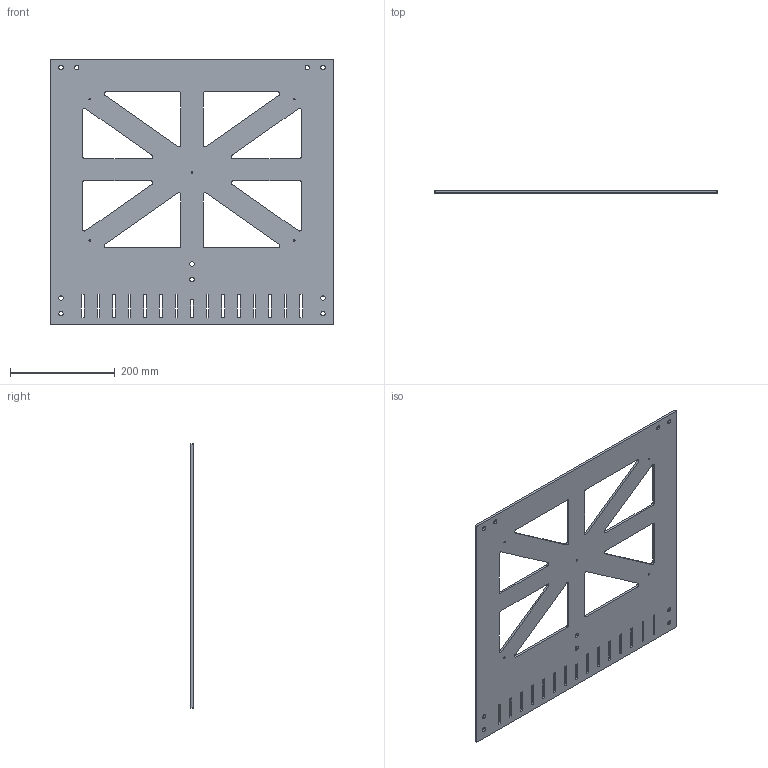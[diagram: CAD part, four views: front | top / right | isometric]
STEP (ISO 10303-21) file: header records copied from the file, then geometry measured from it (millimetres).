
FILE_DESCRIPTION(/* description */ (''),/* implementation_level */ '2;1');
FILE_NAME(/* name */ 'MS-BASE-PLATE 1.4.step',/* time_stamp */ '2019-04-11T10:04:06+01:00',/* author */ ('gregY6MPL'),/* organization */ (''),/* preprocessor_version */ 'ST-DEVELOPER v18',/* originating_system */ 'Autodesk Translation Framework v8.2.0.1029',/* authorisation */ '');
FILE_SCHEMA (('AUTOMOTIVE_DESIGN { 1 0 10303 214 3 1 1 }'));
Length unit declared in the file: millimetre
Products named in the file (2): MS-BASE-PLATE; MS-BASE-PLATE_1
Assembly tree (1 placements, depth 2):
  MS-BASE-PLATE
    MS-BASE-PLATE_1
Bounding box: 540 x 4 x 505 mm (x, y, z)
Volume: 828194.8 mm3; surface area: 442682.7 mm2
Topology: 1 solids, 1 shells, 193 faces, 573 edges, 382 vertices
Faces by surface type: cylinder 103, plane 90
Full cylindrical faces by diameter (mm): 3.3 x5, 8.4 x10
Entity records: 6754 total; most frequent: DIRECTION 1173, CARTESIAN_POINT 1152, ORIENTED_EDGE 1146, EDGE_CURVE 573, AXIS2_PLACEMENT_3D 403, VERTEX_POINT 382, LINE 367, VECTOR 367
